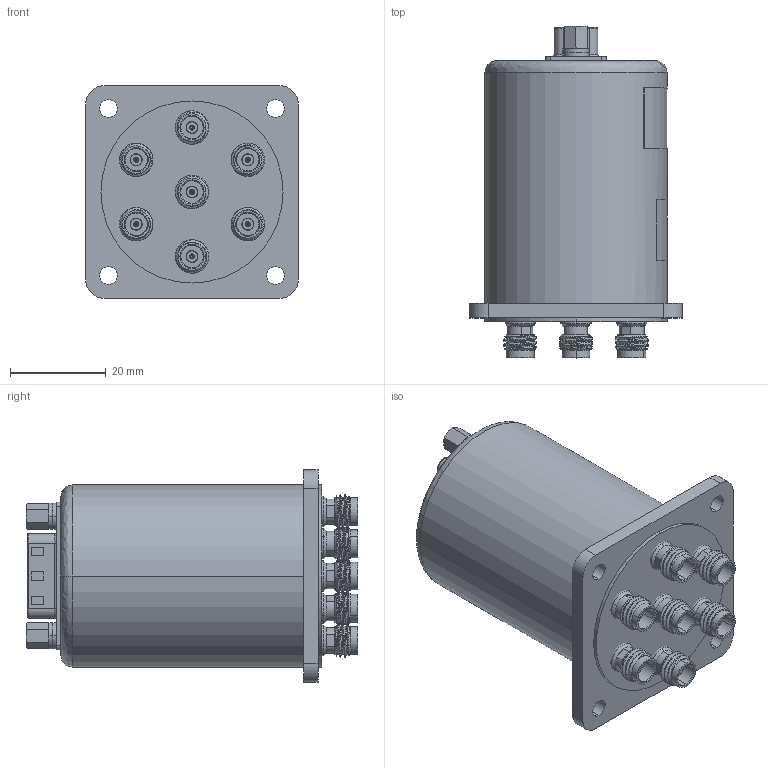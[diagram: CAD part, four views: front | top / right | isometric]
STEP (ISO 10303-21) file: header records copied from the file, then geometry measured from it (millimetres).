
FILE_DESCRIPTION (( 'STEP AP214' ), '1' );
FILE_NAME ('FMSW8021_3D.step', '2023-05-03T22:09:25', ( '' ), ( '' ), 'SwSTEP 2.0', 'SolidWorks 2022', '' );
FILE_SCHEMA (( 'AUTOMOTIVE_DESIGN' ));
Length unit declared in the file: inch
Products named in the file (8): FMSW8021_3D; Copy of 50GCONN_2^Copy of R16020_FMSW8021; Copy of R16021001_defeature^Copy of R16020_FMSW8021; Copy of A16061002-e360_-101^Copy of D1.59PDSUB_FMSW8021; Copy of A12066001-e360^Copy of D1.59PDSUB_FMSW8021; Copy of 9P mela-D-SUB 170-009-173^Copy of D1.59PDSUB_FMSW8021; Copy of D1.59PDSUB^FMSW8021; Copy of R16020^FMSW8021
Assembly tree (14 placements, depth 3):
  FMSW8021_3D
    Copy of R16020^FMSW8021
      Copy of R16021001_defeature^Copy of R16020_FMSW8021
      Copy of 50GCONN_2^Copy of R16020_FMSW8021  x7
    Copy of D1.59PDSUB^FMSW8021
      Copy of A16061002-e360_-101^Copy of D1.59PDSUB_FMSW8021
      Copy of 9P mela-D-SUB 170-009-173^Copy of D1.59PDSUB_FMSW8021
      Copy of A12066001-e360^Copy of D1.59PDSUB_FMSW8021  x2
Bounding box: 44.45 x 69.43 x 44.45 mm (x, y, z)
Volume: 27031.8 mm3; surface area: 29035.7 mm2
Topology: 46 solids, 53 shells, 1270 faces, 2908 edges, 1813 vertices
Faces by surface type: plane 444, cylinder 424, cone 207, bspline 195
Entity records: 20636 total; most frequent: CARTESIAN_POINT 7689, ORIENTED_EDGE 2596, DIRECTION 2513, EDGE_CURVE 1298, AXIS2_PLACEMENT_3D 949, VERTEX_POINT 830, EDGE_LOOP 648, LINE 615
